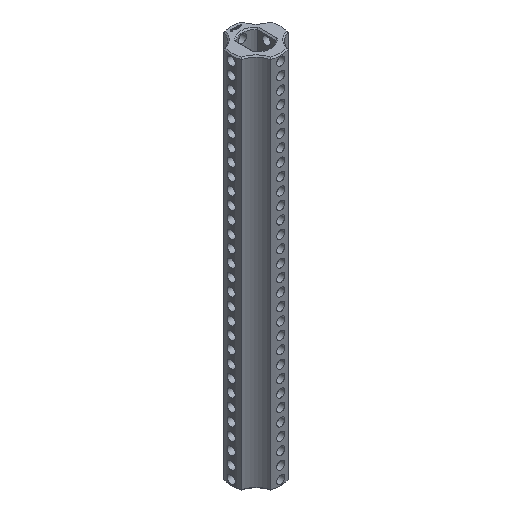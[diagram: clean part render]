
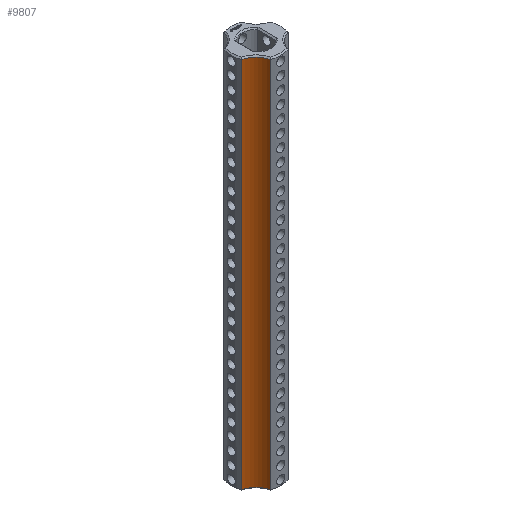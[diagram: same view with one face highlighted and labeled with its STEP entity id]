
A CAD part, isometric view. The second image highlights one B-rep face of the part: STEP entity #9807.
In plain terms, the highlighted cylindrical face has radius 5 mm (diameter 10 mm), a partial arc.
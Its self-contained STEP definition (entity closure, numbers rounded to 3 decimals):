
#3189 = EDGE_CURVE('',#3190,#3192,#3194,.T.);
#3190 = VERTEX_POINT('',#3191);
#3191 = CARTESIAN_POINT('',(-2.225,-5.841,0.3));
#3192 = VERTEX_POINT('',#3193);
#3193 = CARTESIAN_POINT('',(-2.225,-5.841,93.45));
#3194 = LINE('',#3195,#3196);
#3195 = CARTESIAN_POINT('',(-2.225,-5.841,0.));
#3196 = VECTOR('',#3197,1.);
#3197 = DIRECTION('',(0.,0.,1.));
#9807 = ADVANCED_FACE('',(#9808),#9835,.F.);
#9808 = FACE_BOUND('',#9809,.T.);
#9809 = EDGE_LOOP('',(#9810,#9811,#9820,#9828));
#9810 = ORIENTED_EDGE('',*,*,#3189,.T.);
#9811 = ORIENTED_EDGE('',*,*,#9812,.T.);
#9812 = EDGE_CURVE('',#3192,#9813,#9815,.T.);
#9813 = VERTEX_POINT('',#9814);
#9814 = CARTESIAN_POINT('',(-5.841,-2.225,93.45));
#9815 = CIRCLE('',#9816,5.);
#9816 = AXIS2_PLACEMENT_3D('',#9817,#9818,#9819);
#9817 = CARTESIAN_POINT('',(-7.071,-7.071,93.45));
#9818 = DIRECTION('',(0.,-0.,1.));
#9819 = DIRECTION('',(0.969,0.246,0.));
#9820 = ORIENTED_EDGE('',*,*,#9821,.F.);
#9821 = EDGE_CURVE('',#9822,#9813,#9824,.T.);
#9822 = VERTEX_POINT('',#9823);
#9823 = CARTESIAN_POINT('',(-5.841,-2.225,0.3));
#9824 = LINE('',#9825,#9826);
#9825 = CARTESIAN_POINT('',(-5.841,-2.225,0.));
#9826 = VECTOR('',#9827,1.);
#9827 = DIRECTION('',(0.,0.,1.));
#9828 = ORIENTED_EDGE('',*,*,#9829,.F.);
#9829 = EDGE_CURVE('',#3190,#9822,#9830,.T.);
#9830 = CIRCLE('',#9831,5.);
#9831 = AXIS2_PLACEMENT_3D('',#9832,#9833,#9834);
#9832 = CARTESIAN_POINT('',(-7.071,-7.071,0.3));
#9833 = DIRECTION('',(0.,-0.,1.));
#9834 = DIRECTION('',(0.969,0.246,0.));
#9835 = CYLINDRICAL_SURFACE('',#9836,5.);
#9836 = AXIS2_PLACEMENT_3D('',#9837,#9838,#9839);
#9837 = CARTESIAN_POINT('',(-7.071,-7.071,0.));
#9838 = DIRECTION('',(-0.,-0.,-1.));
#9839 = DIRECTION('',(1.,0.,0.));
